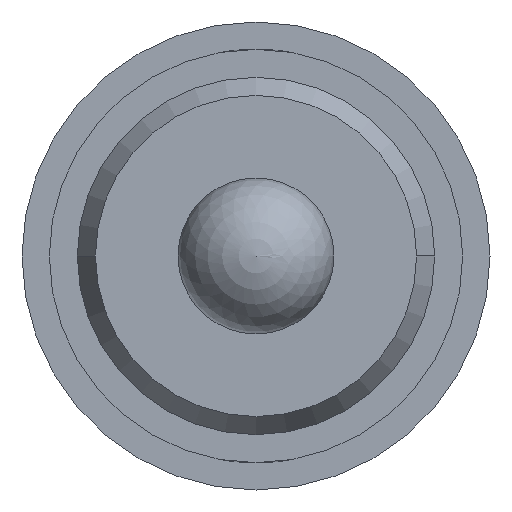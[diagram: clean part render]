
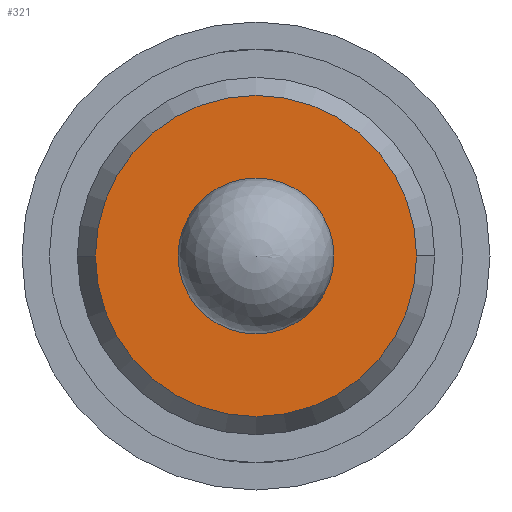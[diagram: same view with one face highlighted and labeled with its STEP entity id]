
A CAD part, front view. The second image highlights one B-rep face of the part: STEP entity #321.
In plain terms, the highlighted planar face has unit normal (0, -1, 0).
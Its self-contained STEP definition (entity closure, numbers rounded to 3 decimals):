
#54 = ORIENTED_EDGE ( 'NONE', *, *, #2245, .T. ) ;
#269 = DIRECTION ( 'NONE',  ( 0., 1., 0. ) ) ;
#321 = ADVANCED_FACE ( 'Defeature ausgef�hrt1_17', ( #2777, #1145 ), #2319, .T. ) ;
#537 = AXIS2_PLACEMENT_3D ( 'NONE', #4741, #1426, #2511 ) ;
#621 = DIRECTION ( 'NONE',  ( 0., 1., 0. ) ) ;
#960 = CARTESIAN_POINT ( 'NONE',  ( -1.03, -28.6, 0. ) ) ;
#1060 = VERTEX_POINT ( 'NONE', #960 ) ;
#1145 = FACE_OUTER_BOUND ( 'NONE', #2859, .T. ) ;
#1231 = EDGE_CURVE ( 'Defeature ausgef�hrt1_17+Defeature ausgef�hrt1_14+Defeature ausgef�hrt1_14+Defeature ausgef�hrt1_14', #3731, #1465, #2357, .T. ) ;
#1426 = DIRECTION ( 'NONE',  ( 0., -1., 0. ) ) ;
#1465 = VERTEX_POINT ( 'NONE', #2751 ) ;
#1618 = EDGE_CURVE ( 'Defeature ausgef�hrt1_17+Defeature ausgef�hrt1_14+Defeature ausgef�hrt1_14+Defeature ausgef�hrt1_14', #1465, #3731, #4016, .T. ) ;
#1629 = CARTESIAN_POINT ( 'NONE',  ( -1.145, -28.6, 0. ) ) ;
#1676 = CARTESIAN_POINT ( 'NONE',  ( 0., -28.6, 0. ) ) ;
#1735 = ORIENTED_EDGE ( 'NONE', *, *, #1618, .T. ) ;
#1962 = DIRECTION ( 'NONE',  ( 1., 0., 0. ) ) ;
#2119 = CARTESIAN_POINT ( 'NONE',  ( 0., -28.6, 0.5 ) ) ;
#2245 = EDGE_CURVE ( 'Defeature ausgef�hrt1_17+Defeature ausgef�hrt1_16+Defeature ausgef�hrt1_16+Defeature ausgef�hrt1_16', #2872, #1060, #4242, .T. ) ;
#2279 = EDGE_LOOP ( 'NONE', ( #4715, #1735 ) ) ;
#2319 = PLANE ( 'NONE',  #3933 ) ;
#2357 = CIRCLE ( 'NONE', #4613, 0.5 ) ;
#2368 = AXIS2_PLACEMENT_3D ( 'NONE', #1676, #269, #2436 ) ;
#2401 = CIRCLE ( 'NONE', #3461, 1.03 ) ;
#2436 = DIRECTION ( 'NONE',  ( 0., 0., -1. ) ) ;
#2511 = DIRECTION ( 'NONE',  ( 1., 0., 0. ) ) ;
#2736 = DIRECTION ( 'NONE',  ( 0., -1., 0. ) ) ;
#2751 = CARTESIAN_POINT ( 'NONE',  ( 0., -28.6, -0.5 ) ) ;
#2777 = FACE_BOUND ( 'NONE', #2279, .T. ) ;
#2859 = EDGE_LOOP ( 'NONE', ( #4578, #54 ) ) ;
#2872 = VERTEX_POINT ( 'NONE', #4490 ) ;
#3459 = EDGE_CURVE ( 'Defeature ausgef�hrt1_17+Defeature ausgef�hrt1_16+Defeature ausgef�hrt1_16+Defeature ausgef�hrt1_16', #1060, #2872, #2401, .T. ) ;
#3461 = AXIS2_PLACEMENT_3D ( 'NONE', #4185, #2736, #4511 ) ;
#3731 = VERTEX_POINT ( 'NONE', #2119 ) ;
#3811 = DIRECTION ( 'NONE',  ( 0., -1., 0. ) ) ;
#3933 = AXIS2_PLACEMENT_3D ( 'NONE', #1629, #3811, #1962 ) ;
#4016 = CIRCLE ( 'NONE', #2368, 0.5 ) ;
#4185 = CARTESIAN_POINT ( 'NONE',  ( 0., -28.6, 0. ) ) ;
#4242 = CIRCLE ( 'NONE', #537, 1.03 ) ;
#4350 = CARTESIAN_POINT ( 'NONE',  ( 0., -28.6, 0. ) ) ;
#4490 = CARTESIAN_POINT ( 'NONE',  ( 1.03, -28.6, 0. ) ) ;
#4511 = DIRECTION ( 'NONE',  ( 1., 0., 0. ) ) ;
#4578 = ORIENTED_EDGE ( 'NONE', *, *, #3459, .T. ) ;
#4613 = AXIS2_PLACEMENT_3D ( 'NONE', #4350, #621, #4721 ) ;
#4715 = ORIENTED_EDGE ( 'NONE', *, *, #1231, .T. ) ;
#4721 = DIRECTION ( 'NONE',  ( 0., 0., -1. ) ) ;
#4741 = CARTESIAN_POINT ( 'NONE',  ( 0., -28.6, 0. ) ) ;
